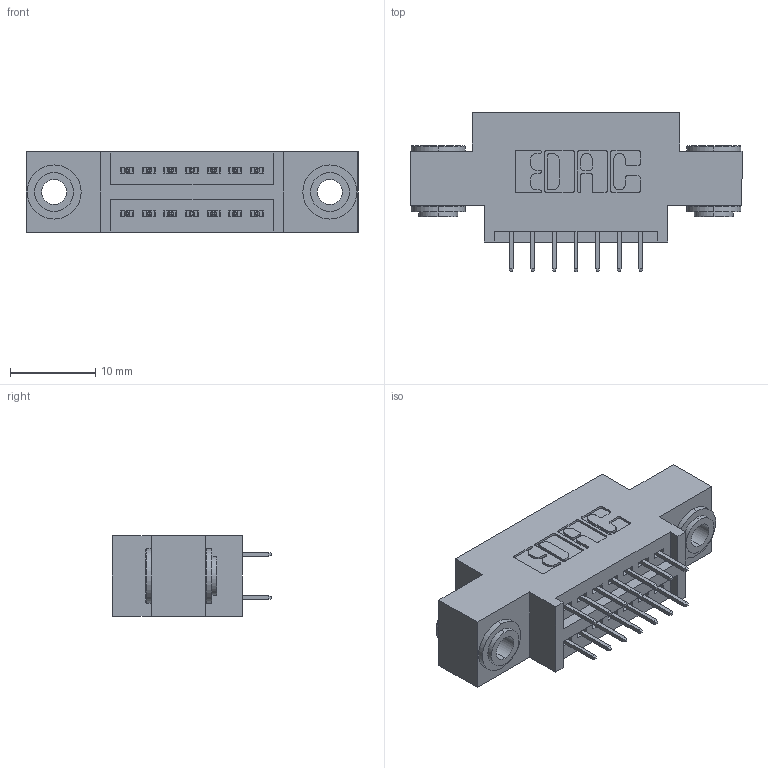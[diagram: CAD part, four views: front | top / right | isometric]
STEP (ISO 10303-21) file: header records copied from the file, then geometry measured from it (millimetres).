
FILE_DESCRIPTION (( 'STEP AP203' ), '1' );
FILE_NAME ('395-014-525-803.STEP', '2020-09-23T08:43:04', ( '' ), ( '' ), 'SwSTEP 2.0', 'SolidWorks 2020', '' );
FILE_SCHEMA (( 'CONFIG_CONTROL_DESIGN' ));
Length unit declared in the file: inch
Products named in the file (4): 345-292-001_345-293-125; 345 Part_0.170 Offset - 0.156 Dia-TH; 395-014-525-803; 345-250-002_345-250-002-102
Assembly tree (17 placements, depth 2):
  395-014-525-803
    345 Part_0.170 Offset - 0.156 Dia-TH
    345-292-001_345-293-125  x14
    345-250-002_345-250-002-102  x2
Bounding box: 38.99 x 18.72 x 9.4 mm (x, y, z)
Volume: 3345.5 mm3; surface area: 4546.3 mm2
Topology: 17 solids, 17 shells, 924 faces, 2571 edges, 1654 vertices
Faces by surface type: plane 640, cylinder 276, cone 8
Entity records: 11060 total; most frequent: CARTESIAN_POINT 1863, ORIENTED_EDGE 1790, DIRECTION 1717, EDGE_CURVE 895, LINE 715, VECTOR 715, VERTEX_POINT 590, AXIS2_PLACEMENT_3D 501
